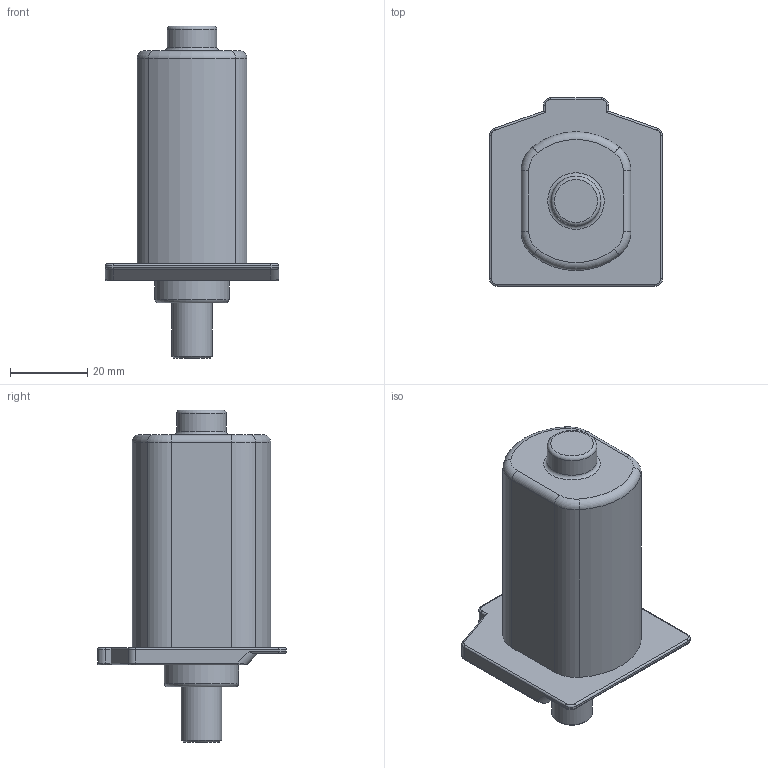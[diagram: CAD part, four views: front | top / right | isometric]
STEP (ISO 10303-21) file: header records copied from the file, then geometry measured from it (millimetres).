
FILE_DESCRIPTION(/* description */ ('Throttle Control Motor 12V DC'),/* implementation_level */ '2;1');
FILE_NAME(/* name */ 'fc16-019_ThrottleMotor.ipt.stp',/* time_stamp */ '2016-01-07T16:40:04-08:00',/* author */ ('Autodesk Inc.'),/* organization */ ('Autodesk Inc.'),/* preprocessor_version */ 'ST-DEVELOPER v16.1',/* originating_system */ 'Autodesk Inventor 2016',/* authorisation */ '');
FILE_SCHEMA (('CONFIG_CONTROL_DESIGN','AUTOMOTIVE_DESIGN { 1 0 10303 214 3 1 1 }'));
Length unit declared in the file: millimetre
Products named in the file (1): fc16-019_ThrottleMotor
Bounding box: 45 x 48.98 x 86.2 mm (x, y, z)
Volume: 61308.3 mm3; surface area: 11560.7 mm2
Topology: 1 solids, 1 shells, 80 faces, 178 edges, 104 vertices
Faces by surface type: cylinder 38, torus 21, plane 18, bspline 2, cone 1
Full cylindrical faces by diameter (mm): 10.5 x1, 12.9 x1, 19.3 x1
Entity records: 2255 total; most frequent: DIRECTION 425, CARTESIAN_POINT 414, ORIENTED_EDGE 342, AXIS2_PLACEMENT_3D 177, EDGE_CURVE 171, VERTEX_POINT 104, EDGE_LOOP 91, CIRCLE 88
